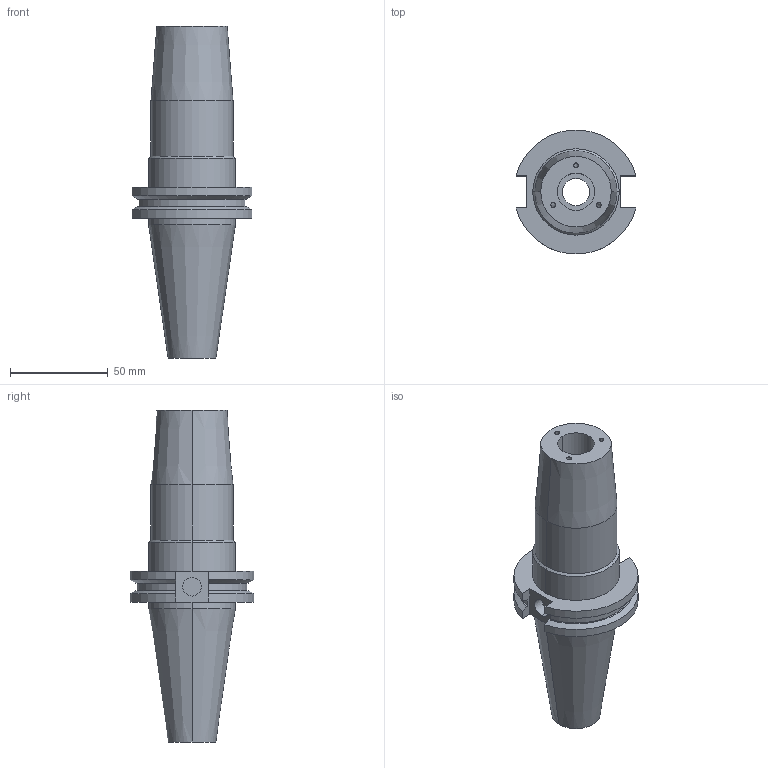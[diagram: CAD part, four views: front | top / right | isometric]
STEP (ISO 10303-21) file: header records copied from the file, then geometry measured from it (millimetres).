
FILE_DESCRIPTION (( 'STEP AP203' ), '1' );
FILE_NAME ('STP-29036B.STEP', '2019-07-24T05:21:25', ( '' ), ( '' ), 'SwSTEP 2.0', 'SolidWorks 2017', '' );
FILE_SCHEMA (( 'CONFIG_CONTROL_DESIGN' ));
Length unit declared in the file: millimetre
Products named in the file (1): STP-29036B
Bounding box: 61.35 x 63.26 x 169.85 mm (x, y, z)
Volume: 187165.3 mm3; surface area: 36889.7 mm2
Topology: 1 solids, 1 shells, 68 faces, 170 edges, 110 vertices
Faces by surface type: cylinder 30, plane 22, cone 10, bspline 6
Entity records: 2401 total; most frequent: CARTESIAN_POINT 691, ORIENTED_EDGE 340, DIRECTION 338, EDGE_CURVE 170, AXIS2_PLACEMENT_3D 131, VERTEX_POINT 110, EDGE_LOOP 82, LINE 76
